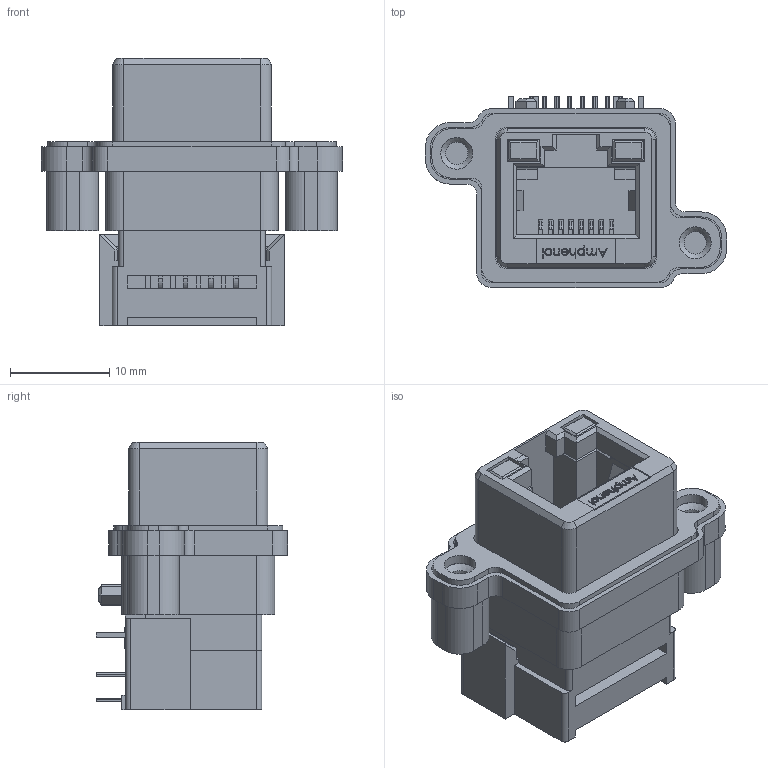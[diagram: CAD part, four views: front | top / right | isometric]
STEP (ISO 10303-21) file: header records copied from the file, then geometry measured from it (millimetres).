
FILE_DESCRIPTION(/* description */ (''),/* implementation_level */ '2;1');
FILE_NAME(/* name */ 'mrj53 v2.step',/* time_stamp */ '2017-12-27T16:29:30-07:00',/* author */ ('elojewsk'),/* organization */ (''),/* preprocessor_version */ 'ST-DEVELOPER v16.13',/* originating_system */ 'Autodesk Translation Framework v6.5.0.72',/* authorisation */ '');
FILE_SCHEMA (('AUTOMOTIVE_DESIGN { 1 0 10303 214 3 1 1 }'));
Length unit declared in the file: millimetre
Products named in the file (1): mrj53
Bounding box: 30.3 x 19.24 x 26.95 mm (x, y, z)
Volume: 4884.8 mm3; surface area: 4614.1 mm2
Topology: 1 solids, 1 shells, 890 faces, 2454 edges, 1588 vertices
Faces by surface type: plane 538, cylinder 210, torus 80, bspline 50, cone 12
Full cylindrical faces by diameter (mm): 2.261 x2, 3.2 x2
Entity records: 31806 total; most frequent: CARTESIAN_POINT 8979, ORIENTED_EDGE 4904, DIRECTION 4512, EDGE_CURVE 2452, LINE 1746, VECTOR 1746, VERTEX_POINT 1588, AXIS2_PLACEMENT_3D 1383
